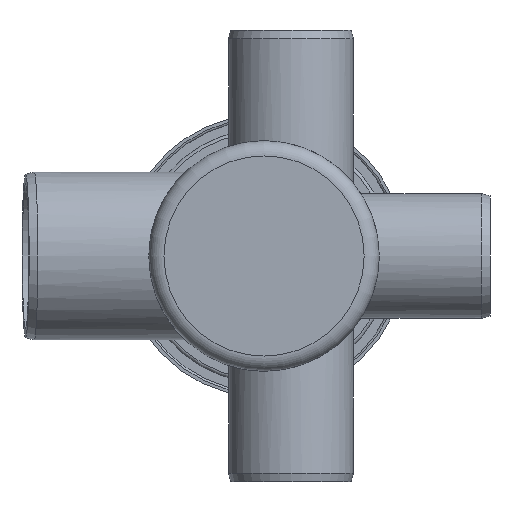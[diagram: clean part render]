
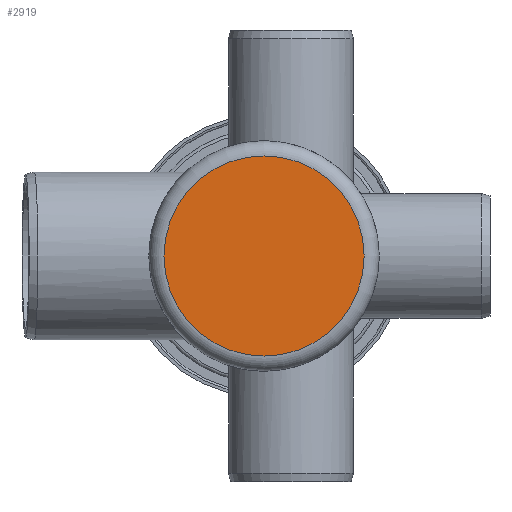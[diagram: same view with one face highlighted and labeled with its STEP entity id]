
A CAD part, front view. The second image highlights one B-rep face of the part: STEP entity #2919.
In plain terms, the highlighted planar face has unit normal (0, -1, 0).
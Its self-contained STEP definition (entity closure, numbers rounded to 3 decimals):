
#172=PLANE('',#3251);
#229=FACE_OUTER_BOUND('',#415,.T.);
#415=EDGE_LOOP('',(#2047,#2048));
#649=CIRCLE('',#3252,46.5);
#650=CIRCLE('',#3253,46.5);
#1208=VERTEX_POINT('',#5060);
#1209=VERTEX_POINT('',#5061);
#1536=EDGE_CURVE('',#1208,#1209,#649,.T.);
#1537=EDGE_CURVE('',#1209,#1208,#650,.T.);
#2047=ORIENTED_EDGE('',*,*,#1536,.F.);
#2048=ORIENTED_EDGE('',*,*,#1537,.F.);
#2919=ADVANCED_FACE('',(#229),#172,.T.);
#3251=AXIS2_PLACEMENT_3D('',#5059,#3823,#3824);
#3252=AXIS2_PLACEMENT_3D('',#5062,#3825,#3826);
#3253=AXIS2_PLACEMENT_3D('',#5063,#3827,#3828);
#3823=DIRECTION('center_axis',(0.,-1.,0.));
#3824=DIRECTION('ref_axis',(0.,0.,-1.));
#3825=DIRECTION('center_axis',(0.,1.,0.));
#3826=DIRECTION('ref_axis',(-1.,0.,0.));
#3827=DIRECTION('center_axis',(0.,1.,0.));
#3828=DIRECTION('ref_axis',(-1.,0.,0.));
#5059=CARTESIAN_POINT('Origin',(0.,-125.,0.));
#5060=CARTESIAN_POINT('',(46.5,-125.,0.));
#5061=CARTESIAN_POINT('',(0.,-125.,46.5));
#5062=CARTESIAN_POINT('Origin',(0.,-125.,0.));
#5063=CARTESIAN_POINT('Origin',(0.,-125.,0.));
